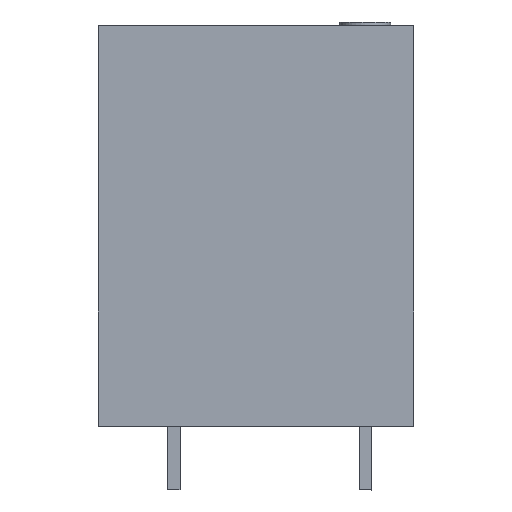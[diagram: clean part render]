
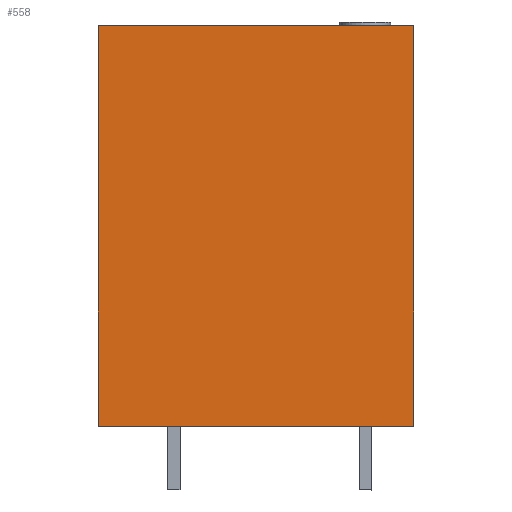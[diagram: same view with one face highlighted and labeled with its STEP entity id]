
A CAD part, left-side view. The second image highlights one B-rep face of the part: STEP entity #558.
In plain terms, the highlighted planar face has unit normal (-1, 0, 0).
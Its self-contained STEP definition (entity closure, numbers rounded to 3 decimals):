
#538=AXIS2_PLACEMENT_3D('Plane Axis2P3D',#535,#536,#537) ;
#97=CARTESIAN_POINT('Vertex',(0.,0.,5.)) ;
#100=CARTESIAN_POINT('Line Origine',(0.,12.35,5.)) ;
#104=CARTESIAN_POINT('Vertex',(0.,24.7,5.)) ;
#491=CARTESIAN_POINT('Vertex',(0.,0.,36.3)) ;
#494=CARTESIAN_POINT('Line Origine',(0.,0.,20.65)) ;
#535=CARTESIAN_POINT('Axis2P3D Location',(0.,24.7,0.)) ;
#540=CARTESIAN_POINT('Line Origine',(0.,24.7,20.65)) ;
#544=CARTESIAN_POINT('Vertex',(0.,24.7,36.3)) ;
#547=CARTESIAN_POINT('Line Origine',(0.,12.35,36.3)) ;
#101=DIRECTION('Vector Direction',(0.,-1.,0.)) ;
#495=DIRECTION('Vector Direction',(0.,0.,1.)) ;
#536=DIRECTION('Axis2P3D Direction',(-1.,0.,0.)) ;
#537=DIRECTION('Axis2P3D XDirection',(0.,-1.,0.)) ;
#541=DIRECTION('Vector Direction',(0.,0.,-1.)) ;
#548=DIRECTION('Vector Direction',(0.,-1.,0.)) ;
#102=VECTOR('Line Direction',#101,1.) ;
#496=VECTOR('Line Direction',#495,1.) ;
#542=VECTOR('Line Direction',#541,1.) ;
#549=VECTOR('Line Direction',#548,1.) ;
#553=ORIENTED_EDGE('',*,*,#546,.T.) ;
#554=ORIENTED_EDGE('',*,*,#106,.T.) ;
#555=ORIENTED_EDGE('',*,*,#498,.T.) ;
#556=ORIENTED_EDGE('',*,*,#551,.T.) ;
#558=ADVANCED_FACE('HOUSING',(#557),#539,.T.) ;
#106=EDGE_CURVE('',#105,#98,#103,.T.) ;
#498=EDGE_CURVE('',#98,#492,#497,.T.) ;
#546=EDGE_CURVE('',#545,#105,#543,.T.) ;
#551=EDGE_CURVE('',#492,#545,#550,.F.) ;
#552=EDGE_LOOP('',(#553,#554,#555,#556)) ;
#557=FACE_OUTER_BOUND('',#552,.T.) ;
#103=LINE('Line',#100,#102) ;
#497=LINE('Line',#494,#496) ;
#543=LINE('Line',#540,#542) ;
#550=LINE('Line',#547,#549) ;
#539=PLANE('',#538) ;
#98=VERTEX_POINT('',#97) ;
#105=VERTEX_POINT('',#104) ;
#492=VERTEX_POINT('',#491) ;
#545=VERTEX_POINT('',#544) ;
